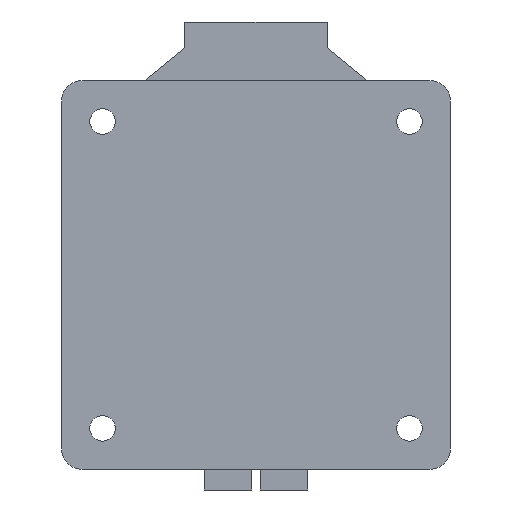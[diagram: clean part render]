
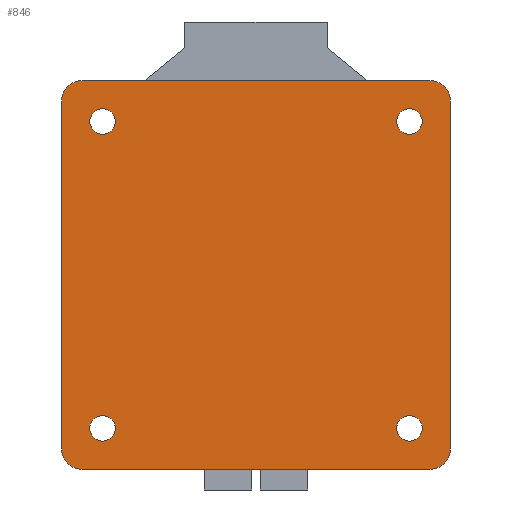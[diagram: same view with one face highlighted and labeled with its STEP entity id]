
A CAD part, front view. The second image highlights one B-rep face of the part: STEP entity #846.
In plain terms, the highlighted planar face has unit normal (0, -1, 0).
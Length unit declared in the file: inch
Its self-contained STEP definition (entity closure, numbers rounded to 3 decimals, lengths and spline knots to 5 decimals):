
#27=FACE_BOUND('',#181,.T.);
#28=FACE_BOUND('',#182,.T.);
#29=FACE_BOUND('',#183,.T.);
#30=FACE_BOUND('',#184,.T.);
#76=PLANE('',#957);
#124=FACE_OUTER_BOUND('',#180,.T.);
#180=EDGE_LOOP('',(#773,#774,#775,#776,#777,#778,#779,#780));
#181=EDGE_LOOP('',(#781));
#182=EDGE_LOOP('',(#782));
#183=EDGE_LOOP('',(#783));
#184=EDGE_LOOP('',(#784));
#247=LINE('',#1402,#325);
#252=LINE('',#1416,#330);
#256=LINE('',#1428,#334);
#260=LINE('',#1440,#338);
#325=VECTOR('',#1158,0.3937);
#330=VECTOR('',#1171,0.3937);
#334=VECTOR('',#1183,0.3937);
#338=VECTOR('',#1195,0.3937);
#360=CIRCLE('',#930,0.04921);
#362=CIRCLE('',#933,0.04921);
#364=CIRCLE('',#936,0.04921);
#366=CIRCLE('',#939,0.04921);
#367=CIRCLE('',#942,0.07874);
#369=CIRCLE('',#946,0.07874);
#371=CIRCLE('',#950,0.07874);
#373=CIRCLE('',#954,0.07874);
#426=VERTEX_POINT('',#1378);
#428=VERTEX_POINT('',#1384);
#430=VERTEX_POINT('',#1390);
#432=VERTEX_POINT('',#1396);
#433=VERTEX_POINT('',#1400);
#434=VERTEX_POINT('',#1401);
#437=VERTEX_POINT('',#1409);
#439=VERTEX_POINT('',#1415);
#441=VERTEX_POINT('',#1421);
#443=VERTEX_POINT('',#1427);
#445=VERTEX_POINT('',#1433);
#447=VERTEX_POINT('',#1439);
#527=EDGE_CURVE('',#426,#426,#360,.T.);
#530=EDGE_CURVE('',#428,#428,#362,.T.);
#533=EDGE_CURVE('',#430,#430,#364,.T.);
#536=EDGE_CURVE('',#432,#432,#366,.T.);
#537=EDGE_CURVE('',#433,#434,#247,.T.);
#541=EDGE_CURVE('',#437,#434,#367,.T.);
#544=EDGE_CURVE('',#437,#439,#252,.T.);
#547=EDGE_CURVE('',#441,#439,#369,.T.);
#550=EDGE_CURVE('',#441,#443,#256,.T.);
#553=EDGE_CURVE('',#445,#443,#371,.T.);
#556=EDGE_CURVE('',#445,#447,#260,.T.);
#559=EDGE_CURVE('',#433,#447,#373,.T.);
#773=ORIENTED_EDGE('',*,*,#559,.F.);
#774=ORIENTED_EDGE('',*,*,#537,.T.);
#775=ORIENTED_EDGE('',*,*,#541,.F.);
#776=ORIENTED_EDGE('',*,*,#544,.T.);
#777=ORIENTED_EDGE('',*,*,#547,.F.);
#778=ORIENTED_EDGE('',*,*,#550,.T.);
#779=ORIENTED_EDGE('',*,*,#553,.F.);
#780=ORIENTED_EDGE('',*,*,#556,.T.);
#781=ORIENTED_EDGE('',*,*,#536,.F.);
#782=ORIENTED_EDGE('',*,*,#533,.F.);
#783=ORIENTED_EDGE('',*,*,#530,.F.);
#784=ORIENTED_EDGE('',*,*,#527,.F.);
#846=ADVANCED_FACE('',(#124,#27,#28,#29,#30),#76,.F.);
#930=AXIS2_PLACEMENT_3D('',#1380,#1133,#1134);
#933=AXIS2_PLACEMENT_3D('',#1386,#1140,#1141);
#936=AXIS2_PLACEMENT_3D('',#1392,#1147,#1148);
#939=AXIS2_PLACEMENT_3D('',#1398,#1154,#1155);
#942=AXIS2_PLACEMENT_3D('',#1410,#1164,#1165);
#946=AXIS2_PLACEMENT_3D('',#1422,#1176,#1177);
#950=AXIS2_PLACEMENT_3D('',#1434,#1188,#1189);
#954=AXIS2_PLACEMENT_3D('',#1445,#1200,#1201);
#957=AXIS2_PLACEMENT_3D('',#1448,#1206,#1207);
#1133=DIRECTION('center_axis',(0.,-1.,0.));
#1134=DIRECTION('ref_axis',(1.,0.,0.));
#1140=DIRECTION('center_axis',(0.,-1.,0.));
#1141=DIRECTION('ref_axis',(1.,0.,0.));
#1147=DIRECTION('center_axis',(0.,-1.,0.));
#1148=DIRECTION('ref_axis',(1.,0.,0.));
#1154=DIRECTION('center_axis',(0.,-1.,0.));
#1155=DIRECTION('ref_axis',(1.,0.,0.));
#1158=DIRECTION('',(1.,0.,0.));
#1164=DIRECTION('center_axis',(0.,1.,0.));
#1165=DIRECTION('ref_axis',(1.,0.,0.));
#1171=DIRECTION('',(0.,0.,1.));
#1176=DIRECTION('center_axis',(0.,1.,0.));
#1177=DIRECTION('ref_axis',(0.,0.,1.));
#1183=DIRECTION('',(-1.,0.,0.));
#1188=DIRECTION('center_axis',(0.,1.,0.));
#1189=DIRECTION('ref_axis',(-1.,0.,0.));
#1195=DIRECTION('',(0.,0.,-1.));
#1200=DIRECTION('center_axis',(0.,1.,0.));
#1201=DIRECTION('ref_axis',(0.,0.,-1.));
#1206=DIRECTION('center_axis',(0.,1.,0.));
#1207=DIRECTION('ref_axis',(1.,0.,0.));
#1378=CARTESIAN_POINT('',(-0.63976,0.,0.59055));
#1380=CARTESIAN_POINT('Origin',(-0.59055,0.,0.59055));
#1384=CARTESIAN_POINT('',(-0.63976,0.,-0.59055));
#1386=CARTESIAN_POINT('Origin',(-0.59055,0.,-0.59055));
#1390=CARTESIAN_POINT('',(0.54134,0.,0.59055));
#1392=CARTESIAN_POINT('Origin',(0.59055,0.,0.59055));
#1396=CARTESIAN_POINT('',(0.54134,0.,-0.59055));
#1398=CARTESIAN_POINT('Origin',(0.59055,0.,-0.59055));
#1400=CARTESIAN_POINT('',(-0.66929,0.,-0.74803));
#1401=CARTESIAN_POINT('',(0.66929,0.,-0.74803));
#1402=CARTESIAN_POINT('',(-0.66929,0.,-0.74803));
#1409=CARTESIAN_POINT('',(0.74803,0.,-0.66929));
#1410=CARTESIAN_POINT('Origin',(0.66929,0.,-0.66929));
#1415=CARTESIAN_POINT('',(0.74803,0.,0.66929));
#1416=CARTESIAN_POINT('',(0.74803,0.,-0.66929));
#1421=CARTESIAN_POINT('',(0.66929,0.,0.74803));
#1422=CARTESIAN_POINT('Origin',(0.66929,0.,0.66929));
#1427=CARTESIAN_POINT('',(-0.66929,0.,0.74803));
#1428=CARTESIAN_POINT('',(0.66929,0.,0.74803));
#1433=CARTESIAN_POINT('',(-0.74803,0.,0.66929));
#1434=CARTESIAN_POINT('Origin',(-0.66929,0.,0.66929));
#1439=CARTESIAN_POINT('',(-0.74803,0.,-0.66929));
#1440=CARTESIAN_POINT('',(-0.74803,0.,0.66929));
#1445=CARTESIAN_POINT('Origin',(-0.66929,0.,-0.66929));
#1448=CARTESIAN_POINT('Origin',(0.,0.,0.));
